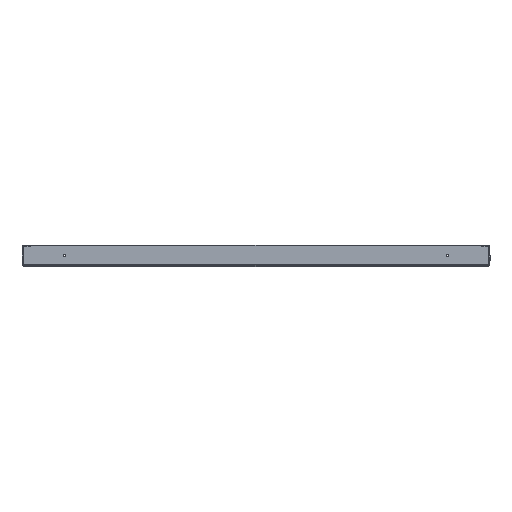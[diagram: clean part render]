
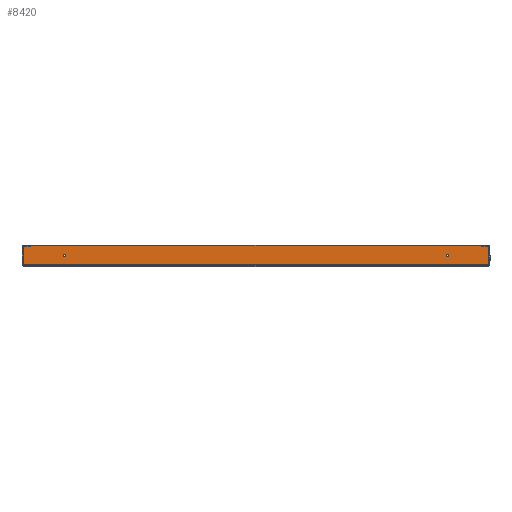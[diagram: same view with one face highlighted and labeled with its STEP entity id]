
A CAD part, front view. The second image highlights one B-rep face of the part: STEP entity #8420.
In plain terms, the highlighted planar face has unit normal (0, -1, 0).
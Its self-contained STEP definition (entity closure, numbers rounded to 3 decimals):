
#58 = VERTEX_POINT ( 'NONE', #13532 ) ;
#745 = FACE_BOUND ( 'NONE', #19469, .T. ) ;
#1179 = DIRECTION ( 'NONE',  ( 0., -1., 0. ) ) ;
#1523 = CIRCLE ( 'NONE', #4505, 3. ) ;
#1755 = CARTESIAN_POINT ( 'NONE',  ( 450., -900., 26.5 ) ) ;
#2254 = EDGE_CURVE ( 'NONE', #14111, #20844, #18084, .T. ) ;
#2261 = CIRCLE ( 'NONE', #7853, 1. ) ;
#2388 = DIRECTION ( 'NONE',  ( -1., 0., 0. ) ) ;
#2856 = PLANE ( 'NONE',  #14484 ) ;
#2920 = VECTOR ( 'NONE', #10440, 1000. ) ;
#3400 = LINE ( 'NONE', #22957, #12263 ) ;
#3890 = ORIENTED_EDGE ( 'NONE', *, *, #20975, .T. ) ;
#4014 = CARTESIAN_POINT ( 'NONE',  ( -450., -900., 23.5 ) ) ;
#4350 = CARTESIAN_POINT ( 'NONE',  ( -546.929, -900., 0. ) ) ;
#4505 = AXIS2_PLACEMENT_3D ( 'NONE', #22089, #11414, #9101 ) ;
#4509 = FACE_OUTER_BOUND ( 'NONE', #8376, .T. ) ;
#4517 = CIRCLE ( 'NONE', #17624, 3. ) ;
#5340 = EDGE_CURVE ( 'NONE', #22910, #15061, #8330, .T. ) ;
#5895 = DIRECTION ( 'NONE',  ( 0., 0., 1. ) ) ;
#6049 = ORIENTED_EDGE ( 'NONE', *, *, #16533, .T. ) ;
#6063 = DIRECTION ( 'NONE',  ( 0., 1., 0. ) ) ;
#6176 = DIRECTION ( 'NONE',  ( 0., 0., 1. ) ) ;
#6428 = EDGE_LOOP ( 'NONE', ( #9997, #19723 ) ) ;
#6538 = CARTESIAN_POINT ( 'NONE',  ( -450., -900., 20.5 ) ) ;
#7536 = EDGE_CURVE ( 'NONE', #15061, #58, #17853, .T. ) ;
#7665 = CARTESIAN_POINT ( 'NONE',  ( -450., -900., 26.5 ) ) ;
#7691 = EDGE_CURVE ( 'NONE', #19985, #14778, #22339, .T. ) ;
#7788 = ORIENTED_EDGE ( 'NONE', *, *, #17103, .T. ) ;
#7853 = AXIS2_PLACEMENT_3D ( 'NONE', #8198, #1179, #15454 ) ;
#8118 = DIRECTION ( 'NONE',  ( 0., 1., 0. ) ) ;
#8198 = CARTESIAN_POINT ( 'NONE',  ( 545.929, -900., 46. ) ) ;
#8330 = LINE ( 'NONE', #10197, #2920 ) ;
#8376 = EDGE_LOOP ( 'NONE', ( #19059, #12270, #21919, #9439, #3890, #20879 ) ) ;
#8420 = ADVANCED_FACE ( 'NONE', ( #745, #22185, #4509 ), #2856, .F. ) ;
#9101 = DIRECTION ( 'NONE',  ( 0., 0., 1. ) ) ;
#9380 = CARTESIAN_POINT ( 'NONE',  ( 450., -900., 20.5 ) ) ;
#9439 = ORIENTED_EDGE ( 'NONE', *, *, #2254, .F. ) ;
#9989 = DIRECTION ( 'NONE',  ( 0., 0., 1. ) ) ;
#9997 = ORIENTED_EDGE ( 'NONE', *, *, #7691, .T. ) ;
#10197 = CARTESIAN_POINT ( 'NONE',  ( 0., -900., 47. ) ) ;
#10440 = DIRECTION ( 'NONE',  ( -1., 0., 0. ) ) ;
#10770 = VERTEX_POINT ( 'NONE', #6538 ) ;
#10919 = CARTESIAN_POINT ( 'NONE',  ( 545.929, -900., 47. ) ) ;
#11360 = DIRECTION ( 'NONE',  ( 0., 0., 1. ) ) ;
#11414 = DIRECTION ( 'NONE',  ( 0., 1., 0. ) ) ;
#11631 = CARTESIAN_POINT ( 'NONE',  ( 0., -900., 0. ) ) ;
#11920 = CARTESIAN_POINT ( 'NONE',  ( -546.929, -900., 3. ) ) ;
#11958 = EDGE_CURVE ( 'NONE', #19417, #22910, #2261, .T. ) ;
#12263 = VECTOR ( 'NONE', #12518, 1000. ) ;
#12270 = ORIENTED_EDGE ( 'NONE', *, *, #7536, .T. ) ;
#12518 = DIRECTION ( 'NONE',  ( 0., 0., 1. ) ) ;
#13122 = CIRCLE ( 'NONE', #15737, 3. ) ;
#13532 = CARTESIAN_POINT ( 'NONE',  ( -546.929, -900., 46. ) ) ;
#14111 = VERTEX_POINT ( 'NONE', #17352 ) ;
#14289 = CARTESIAN_POINT ( 'NONE',  ( -545.929, -900., 47. ) ) ;
#14484 = AXIS2_PLACEMENT_3D ( 'NONE', #11631, #8118, #9989 ) ;
#14778 = VERTEX_POINT ( 'NONE', #9380 ) ;
#14872 = CARTESIAN_POINT ( 'NONE',  ( 546.929, -900., 46. ) ) ;
#15001 = VECTOR ( 'NONE', #11360, 1000. ) ;
#15061 = VERTEX_POINT ( 'NONE', #14289 ) ;
#15454 = DIRECTION ( 'NONE',  ( 0., 0., 1. ) ) ;
#15527 = EDGE_CURVE ( 'NONE', #14778, #19985, #1523, .T. ) ;
#15737 = AXIS2_PLACEMENT_3D ( 'NONE', #21984, #6063, #6176 ) ;
#16533 = EDGE_CURVE ( 'NONE', #10770, #21611, #13122, .T. ) ;
#16703 = VECTOR ( 'NONE', #2388, 1000. ) ;
#17103 = EDGE_CURVE ( 'NONE', #21611, #10770, #4517, .T. ) ;
#17352 = CARTESIAN_POINT ( 'NONE',  ( 546.929, -900., 3. ) ) ;
#17624 = AXIS2_PLACEMENT_3D ( 'NONE', #4014, #21585, #5895 ) ;
#17828 = CARTESIAN_POINT ( 'NONE',  ( -545.929, -900., 46. ) ) ;
#17853 = CIRCLE ( 'NONE', #23095, 1. ) ;
#18084 = LINE ( 'NONE', #19838, #16703 ) ;
#18731 = DIRECTION ( 'NONE',  ( 0., 1., 0. ) ) ;
#19059 = ORIENTED_EDGE ( 'NONE', *, *, #5340, .T. ) ;
#19234 = DIRECTION ( 'NONE',  ( 0., -1., 0. ) ) ;
#19417 = VERTEX_POINT ( 'NONE', #14872 ) ;
#19456 = EDGE_CURVE ( 'NONE', #20844, #58, #20513, .T. ) ;
#19469 = EDGE_LOOP ( 'NONE', ( #7788, #6049 ) ) ;
#19585 = DIRECTION ( 'NONE',  ( 0., 0., 1. ) ) ;
#19717 = AXIS2_PLACEMENT_3D ( 'NONE', #20606, #18731, #20718 ) ;
#19723 = ORIENTED_EDGE ( 'NONE', *, *, #15527, .T. ) ;
#19838 = CARTESIAN_POINT ( 'NONE',  ( -550., -900., 3. ) ) ;
#19985 = VERTEX_POINT ( 'NONE', #1755 ) ;
#20513 = LINE ( 'NONE', #4350, #15001 ) ;
#20606 = CARTESIAN_POINT ( 'NONE',  ( 450., -900., 23.5 ) ) ;
#20718 = DIRECTION ( 'NONE',  ( 0., 0., 1. ) ) ;
#20844 = VERTEX_POINT ( 'NONE', #11920 ) ;
#20879 = ORIENTED_EDGE ( 'NONE', *, *, #11958, .T. ) ;
#20975 = EDGE_CURVE ( 'NONE', #14111, #19417, #3400, .T. ) ;
#21585 = DIRECTION ( 'NONE',  ( 0., 1., 0. ) ) ;
#21611 = VERTEX_POINT ( 'NONE', #7665 ) ;
#21919 = ORIENTED_EDGE ( 'NONE', *, *, #19456, .F. ) ;
#21984 = CARTESIAN_POINT ( 'NONE',  ( -450., -900., 23.5 ) ) ;
#22089 = CARTESIAN_POINT ( 'NONE',  ( 450., -900., 23.5 ) ) ;
#22185 = FACE_BOUND ( 'NONE', #6428, .T. ) ;
#22339 = CIRCLE ( 'NONE', #19717, 3. ) ;
#22910 = VERTEX_POINT ( 'NONE', #10919 ) ;
#22957 = CARTESIAN_POINT ( 'NONE',  ( 546.929, -900., 0. ) ) ;
#23095 = AXIS2_PLACEMENT_3D ( 'NONE', #17828, #19234, #19585 ) ;
